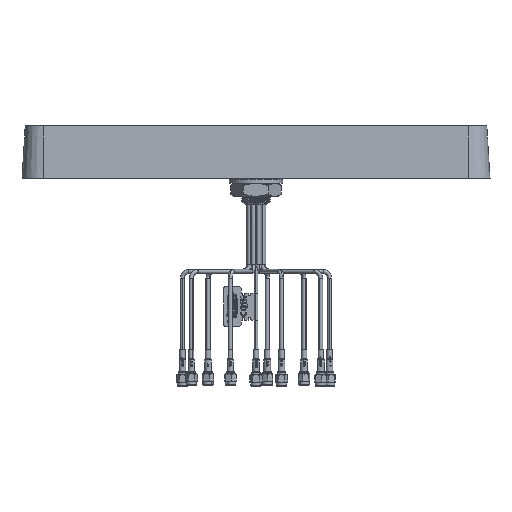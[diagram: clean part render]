
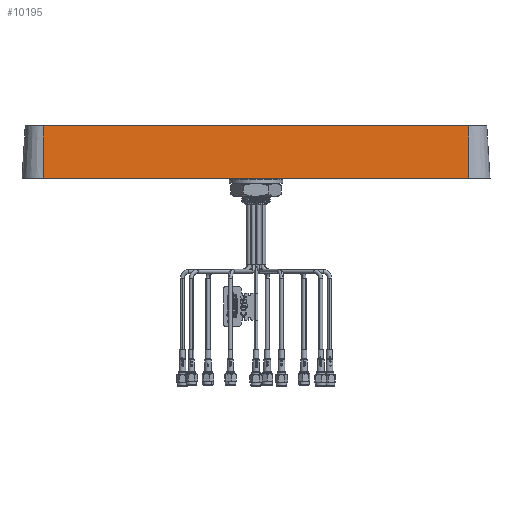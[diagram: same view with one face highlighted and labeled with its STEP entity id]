
A CAD part, front view. The second image highlights one B-rep face of the part: STEP entity #10195.
In plain terms, the highlighted planar face has unit normal (0, -0.998, 0.061).
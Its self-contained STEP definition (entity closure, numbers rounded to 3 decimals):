
#2705 = VERTEX_POINT ( 'NONE', #48479 ) ;
#2729 = ORIENTED_EDGE ( 'NONE', *, *, #77040, .T. ) ;
#5437 = CARTESIAN_POINT ( 'NONE',  ( -159., -35., -1. ) ) ;
#9129 = CARTESIAN_POINT ( 'NONE',  ( -175., -35., -1. ) ) ;
#10195 = ADVANCED_FACE ( 'NONE', ( #50424 ), #74798, .T. ) ;
#11262 = DIRECTION ( 'NONE',  ( 0., 0.061, 0.998 ) ) ;
#11853 = DIRECTION ( 'NONE',  ( 1., 0., 0. ) ) ;
#16757 = VERTEX_POINT ( 'NONE', #50453 ) ;
#16824 = EDGE_CURVE ( 'NONE', #60934, #16757, #59379, .T. ) ;
#17689 = CARTESIAN_POINT ( 'NONE',  ( 159., -35., -1. ) ) ;
#19078 = VERTEX_POINT ( 'NONE', #23151 ) ;
#23151 = CARTESIAN_POINT ( 'NONE',  ( -159., -35., -1. ) ) ;
#23440 = DIRECTION ( 'NONE',  ( 1., 0., 0. ) ) ;
#28174 = ORIENTED_EDGE ( 'NONE', *, *, #36424, .T. ) ;
#30265 = VECTOR ( 'NONE', #11853, 1000. ) ;
#33491 = AXIS2_PLACEMENT_3D ( 'NONE', #9129, #45176, #58373 ) ;
#36424 = EDGE_CURVE ( 'NONE', #19078, #2705, #66686, .T. ) ;
#37094 = CARTESIAN_POINT ( 'NONE',  ( -175., -35., -1. ) ) ;
#43320 = CARTESIAN_POINT ( 'NONE',  ( -159., -32.615, 38. ) ) ;
#45176 = DIRECTION ( 'NONE',  ( 0., -0.998, 0.061 ) ) ;
#45229 = VECTOR ( 'NONE', #23440, 1000. ) ;
#48479 = CARTESIAN_POINT ( 'NONE',  ( 159., -35., -1. ) ) ;
#48503 = LINE ( 'NONE', #17689, #49971 ) ;
#49971 = VECTOR ( 'NONE', #11262, 1000. ) ;
#50424 = FACE_OUTER_BOUND ( 'NONE', #61079, .T. ) ;
#50453 = CARTESIAN_POINT ( 'NONE',  ( 159., -32.615, 38. ) ) ;
#53850 = CARTESIAN_POINT ( 'NONE',  ( 0., -32.615, 38. ) ) ;
#54311 = ORIENTED_EDGE ( 'NONE', *, *, #16824, .F. ) ;
#58373 = DIRECTION ( 'NONE',  ( 0., -0.061, -0.998 ) ) ;
#59379 = LINE ( 'NONE', #53850, #45229 ) ;
#60934 = VERTEX_POINT ( 'NONE', #43320 ) ;
#61079 = EDGE_LOOP ( 'NONE', ( #54311, #64522, #28174, #2729 ) ) ;
#62013 = VECTOR ( 'NONE', #73476, 1000. ) ;
#64522 = ORIENTED_EDGE ( 'NONE', *, *, #70377, .T. ) ;
#66255 = LINE ( 'NONE', #5437, #62013 ) ;
#66686 = LINE ( 'NONE', #37094, #30265 ) ;
#70377 = EDGE_CURVE ( 'NONE', #60934, #19078, #66255, .T. ) ;
#73476 = DIRECTION ( 'NONE',  ( 0., -0.061, -0.998 ) ) ;
#74798 = PLANE ( 'NONE',  #33491 ) ;
#77040 = EDGE_CURVE ( 'NONE', #2705, #16757, #48503, .T. ) ;
